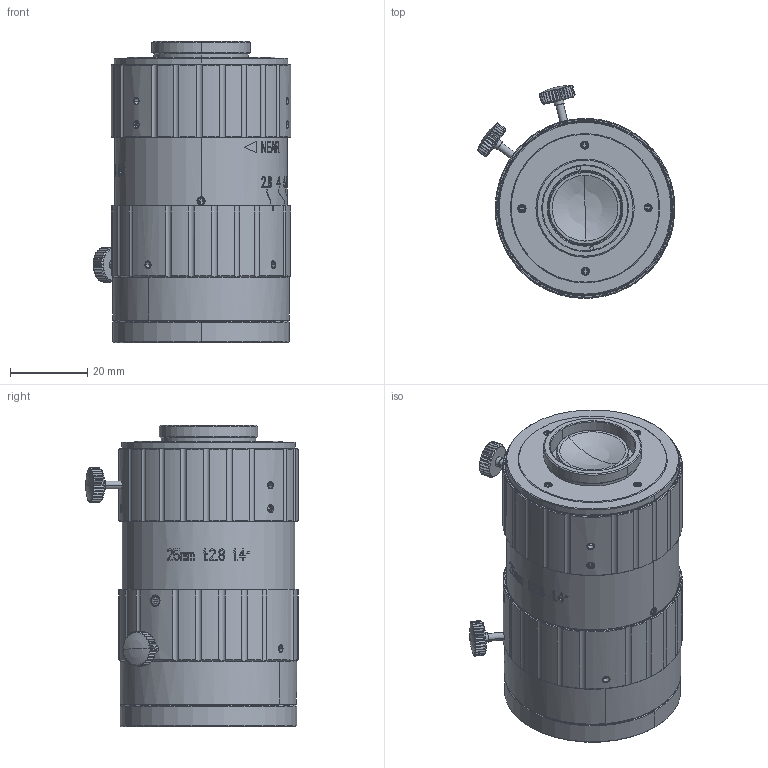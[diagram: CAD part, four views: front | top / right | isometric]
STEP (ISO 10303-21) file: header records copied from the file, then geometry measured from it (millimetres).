
FILE_DESCRIPTION(('FreeCAD Model'),'2;1');
FILE_NAME('Open CASCADE Shape Model','2025-01-22T08:42:58',('Author'),( ''),'Open CASCADE STEP processor 7.8','FreeCAD','Unknown');
FILE_SCHEMA(('AUTOMOTIVE_DESIGN { 1 0 10303 214 1 1 1 1 }'));
Length unit declared in the file: millimetre
Products named in the file (62): VA-LCM-45MP-25MM-F2.8-140; 200_ASM_19_ASM; 503_11; SOLID; COMPOUND008; COMPOUND; COMPOUND001; COMPOUND002; COMPOUND003; COMPOUND004; COMPOUND005; COMPOUND006; COMPOUND007; 202_ASM_7_ASM; 502_AF0_3; SOLID001; COMPOUND012; COMPOUND009; COMPOUND010; COMPOUND011; U1213_2; 519_3; 522_1; M1755250101_2; 201_ASM_19_ASM; 501_16; SOLID002; COMPOUND016; COMPOUND013; COMPOUND014; COMPOUND015; 301_1; 511_2; 535_3_ASM; 535_3_1; 535_3_2; 535_3_3; 535_3_ASM001; 535_3_ASM002; 535_3_ASM003 ...
Assembly tree (93 placements, depth 6):
  VA-LCM-45MP-25MM-F2.8-140
    200_ASM_19_ASM
      503_11
        SOLID
        COMPOUND008
          COMPOUND
          COMPOUND001
          COMPOUND002
          COMPOUND003
          COMPOUND004
          COMPOUND005
          COMPOUND006
          COMPOUND007
      202_ASM_7_ASM
        502_AF0_3
          SOLID001
          COMPOUND012
            COMPOUND009
            COMPOUND010
            COMPOUND011
        U1213_2
        519_3
        522_1  x3
        M1755250101_2  x3
      201_ASM_19_ASM
        501_16
          SOLID002
          COMPOUND016
            COMPOUND013
            COMPOUND014
            COMPOUND015
        301_1
        511_2
        535_3_ASM
          535_3_1
          535_3_2
          535_3_3
        535_3_ASM001
          535_3_1
          535_3_2
          535_3_3
        535_3_ASM002
          535_3_1
          535_3_2
          535_3_3
        535_3_ASM003
          535_3_1
          535_3_2
          535_3_3
        535_3_ASM004
          535_3_1
          535_3_2
          535_3_3
        537_3
        522_1  x3
        M1755250101_2  x3
      504_18
        SOLID003
        COMPOUND022
          COMPOUND017
Bounding box: 51.08 x 54.9 x 77.8 mm (x, y, z)
Volume: 58357.3 mm3; surface area: 69096.2 mm2
Topology: 53 solids, 75 shells, 2489 faces, 6493 edges, 4255 vertices
Faces by surface type: plane 910, cylinder 693, cone 419, bspline 391, torus 64, sphere 12
Entity records: 75035 total; most frequent: CARTESIAN_POINT 29424, ORIENTED_EDGE 9536, DIRECTION 8190, EDGE_CURVE 4827, AXIS2_PLACEMENT_3D 3204, VERTEX_POINT 3177, FACE_BOUND 2078, EDGE_LOOP 2078
